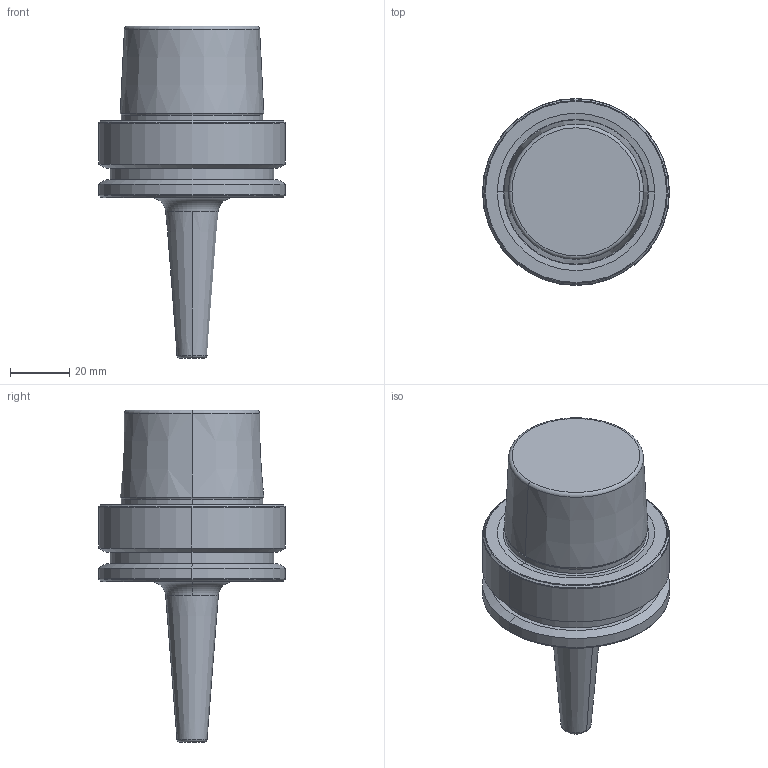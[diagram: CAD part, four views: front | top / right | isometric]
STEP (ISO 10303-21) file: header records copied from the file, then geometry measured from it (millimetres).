
FILE_DESCRIPTION (( 'STEP AP203' ), '1' );
FILE_NAME ('HSK-A 63 SFH03 080 2.5G 25000 SL.STEP', '2019-05-17T04:25:57', ( '' ), ( '' ), 'SwSTEP 2.0', 'SolidWorks 2014', '' );
FILE_SCHEMA (( 'CONFIG_CONTROL_DESIGN' ));
Length unit declared in the file: millimetre
Products named in the file (1): HSK-A  63 SFH03 080 2.5G 25000 SL
Bounding box: 63 x 63 x 111.9 mm (x, y, z)
Volume: 141743.5 mm3; surface area: 18778.5 mm2
Topology: 1 solids, 1 shells, 46 faces, 92 edges, 52 vertices
Faces by surface type: torus 16, cone 16, cylinder 8, plane 6
Entity records: 1277 total; most frequent: DIRECTION 254, CARTESIAN_POINT 191, ORIENTED_EDGE 184, AXIS2_PLACEMENT_3D 115, EDGE_CURVE 92, CIRCLE 68, VERTEX_POINT 52, EDGE_LOOP 50
